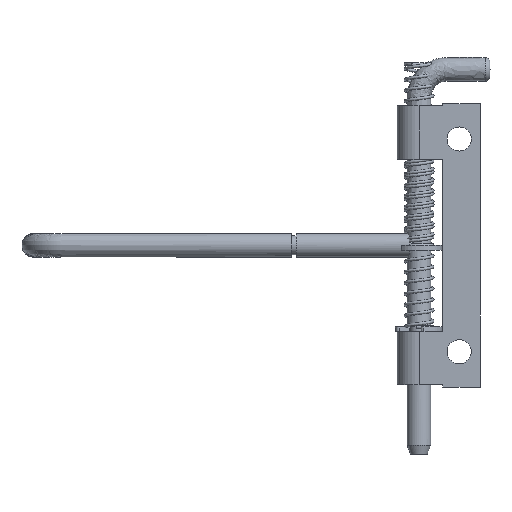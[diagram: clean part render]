
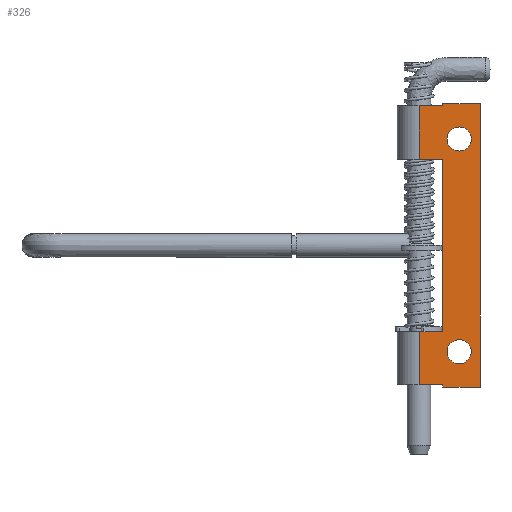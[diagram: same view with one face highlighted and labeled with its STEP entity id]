
A CAD part, left-side view. The second image highlights one B-rep face of the part: STEP entity #326.
In plain terms, the highlighted planar face has unit normal (-1, 0, 0).
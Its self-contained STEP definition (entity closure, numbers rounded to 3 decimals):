
#326 = ADVANCED_FACE( '', ( #387, #388, #389 ), #390, .T. );
#387 = FACE_BOUND( '', #516, .T. );
#388 = FACE_BOUND( '', #517, .T. );
#389 = FACE_OUTER_BOUND( '', #518, .T. );
#390 = PLANE( '', #519 );
#516 = EDGE_LOOP( '', ( #3077 ) );
#517 = EDGE_LOOP( '', ( #3078 ) );
#518 = EDGE_LOOP( '', ( #3079, #3080, #3081, #3082, #3083, #3084, #3085, #3086, #3087, #3088, #3089, #3090 ) );
#519 = AXIS2_PLACEMENT_3D( '', #3091, #3092, #3093 );
#3077 = ORIENTED_EDGE( '', *, *, #3471, .F. );
#3078 = ORIENTED_EDGE( '', *, *, #3472, .F. );
#3079 = ORIENTED_EDGE( '', *, *, #3473, .T. );
#3080 = ORIENTED_EDGE( '', *, *, #3474, .T. );
#3081 = ORIENTED_EDGE( '', *, *, #3469, .T. );
#3082 = ORIENTED_EDGE( '', *, *, #3475, .F. );
#3083 = ORIENTED_EDGE( '', *, *, #3476, .F. );
#3084 = ORIENTED_EDGE( '', *, *, #3477, .T. );
#3085 = ORIENTED_EDGE( '', *, *, #3478, .T. );
#3086 = ORIENTED_EDGE( '', *, *, #3479, .T. );
#3087 = ORIENTED_EDGE( '', *, *, #3480, .T. );
#3088 = ORIENTED_EDGE( '', *, *, #3481, .F. );
#3089 = ORIENTED_EDGE( '', *, *, #3482, .F. );
#3090 = ORIENTED_EDGE( '', *, *, #3483, .F. );
#3091 = CARTESIAN_POINT( '', ( -4.6, -13., 30. ) );
#3092 = DIRECTION( '', ( -1., 0., 0. ) );
#3093 = DIRECTION( '', ( 0., -1., 0. ) );
#3469 = EDGE_CURVE( '', #3618, #3616, #3619, .T. );
#3471 = EDGE_CURVE( '', #3621, #3621, #3622, .T. );
#3472 = EDGE_CURVE( '', #3623, #3623, #3624, .T. );
#3473 = EDGE_CURVE( '', #3625, #3626, #3627, .T. );
#3474 = EDGE_CURVE( '', #3626, #3618, #3628, .T. );
#3475 = EDGE_CURVE( '', #3629, #3616, #3630, .T. );
#3476 = EDGE_CURVE( '', #3631, #3629, #3632, .T. );
#3477 = EDGE_CURVE( '', #3631, #3633, #3634, .T. );
#3478 = EDGE_CURVE( '', #3633, #3635, #3636, .T. );
#3479 = EDGE_CURVE( '', #3635, #3637, #3638, .T. );
#3480 = EDGE_CURVE( '', #3637, #3639, #3640, .T. );
#3481 = EDGE_CURVE( '', #3641, #3639, #3642, .T. );
#3482 = EDGE_CURVE( '', #3643, #3641, #3644, .T. );
#3483 = EDGE_CURVE( '', #3625, #3643, #3645, .T. );
#3616 = VERTEX_POINT( '', #3858 );
#3618 = VERTEX_POINT( '', #3861 );
#3619 = LINE( '', #3862, #3863 );
#3621 = VERTEX_POINT( '', #3866 );
#3622 = CIRCLE( '', #3867, 2.55 );
#3623 = VERTEX_POINT( '', #3868 );
#3624 = CIRCLE( '', #3869, 2.55 );
#3625 = VERTEX_POINT( '', #3870 );
#3626 = VERTEX_POINT( '', #3871 );
#3627 = LINE( '', #3872, #3873 );
#3628 = LINE( '', #3874, #3875 );
#3629 = VERTEX_POINT( '', #3876 );
#3630 = LINE( '', #3877, #3878 );
#3631 = VERTEX_POINT( '', #3879 );
#3632 = LINE( '', #3880, #3881 );
#3633 = VERTEX_POINT( '', #3882 );
#3634 = LINE( '', #3883, #3884 );
#3635 = VERTEX_POINT( '', #3885 );
#3636 = LINE( '', #3886, #3887 );
#3637 = VERTEX_POINT( '', #3888 );
#3638 = LINE( '', #3889, #3890 );
#3639 = VERTEX_POINT( '', #3891 );
#3640 = LINE( '', #3892, #3893 );
#3641 = VERTEX_POINT( '', #3894 );
#3642 = LINE( '', #3895, #3896 );
#3643 = VERTEX_POINT( '', #3897 );
#3644 = LINE( '', #3898, #3899 );
#3645 = LINE( '', #3900, #3901 );
#3858 = CARTESIAN_POINT( '', ( -4.6, -5., -30. ) );
#3861 = CARTESIAN_POINT( '', ( -4.6, -5., -29.5 ) );
#3862 = CARTESIAN_POINT( '', ( -4.6, -5., 30. ) );
#3863 = VECTOR( '', #4462, 1000. );
#3866 = CARTESIAN_POINT( '', ( -4.6, -11.05, -22.5 ) );
#3867 = AXIS2_PLACEMENT_3D( '', #4464, #4465, #4466 );
#3868 = CARTESIAN_POINT( '', ( -4.6, -11.05, 22.5 ) );
#3869 = AXIS2_PLACEMENT_3D( '', #4467, #4468, #4469 );
#3870 = CARTESIAN_POINT( '', ( -4.6, 0., -18.25 ) );
#3871 = CARTESIAN_POINT( '', ( -4.6, 0., -29.5 ) );
#3872 = CARTESIAN_POINT( '', ( -4.6, 0., 30. ) );
#3873 = VECTOR( '', #4470, 1000. );
#3874 = CARTESIAN_POINT( '', ( -4.6, -13., -29.5 ) );
#3875 = VECTOR( '', #4471, 1000. );
#3876 = CARTESIAN_POINT( '', ( -4.6, -13., -30. ) );
#3877 = CARTESIAN_POINT( '', ( -4.6, -13., -30. ) );
#3878 = VECTOR( '', #4472, 1000. );
#3879 = CARTESIAN_POINT( '', ( -4.6, -13., 30. ) );
#3880 = CARTESIAN_POINT( '', ( -4.6, -13., 30. ) );
#3881 = VECTOR( '', #4473, 1000. );
#3882 = CARTESIAN_POINT( '', ( -4.6, -5., 30. ) );
#3883 = CARTESIAN_POINT( '', ( -4.6, -13., 30. ) );
#3884 = VECTOR( '', #4474, 1000. );
#3885 = CARTESIAN_POINT( '', ( -4.6, -5., 29.5 ) );
#3886 = CARTESIAN_POINT( '', ( -4.6, -5., 30. ) );
#3887 = VECTOR( '', #4475, 1000. );
#3888 = CARTESIAN_POINT( '', ( -4.6, 0., 29.5 ) );
#3889 = CARTESIAN_POINT( '', ( -4.6, -13., 29.5 ) );
#3890 = VECTOR( '', #4476, 1000. );
#3891 = CARTESIAN_POINT( '', ( -4.6, 0., 18.25 ) );
#3892 = CARTESIAN_POINT( '', ( -4.6, 0., 30. ) );
#3893 = VECTOR( '', #4477, 1000. );
#3894 = CARTESIAN_POINT( '', ( -4.6, -5., 18.25 ) );
#3895 = CARTESIAN_POINT( '', ( -4.6, -13., 18.25 ) );
#3896 = VECTOR( '', #4478, 1000. );
#3897 = CARTESIAN_POINT( '', ( -4.6, -5., -18.25 ) );
#3898 = CARTESIAN_POINT( '', ( -4.6, -5., 30. ) );
#3899 = VECTOR( '', #4479, 1000. );
#3900 = CARTESIAN_POINT( '', ( -4.6, -13., -18.25 ) );
#3901 = VECTOR( '', #4480, 1000. );
#4462 = DIRECTION( '', ( 0., 0., -1. ) );
#4464 = CARTESIAN_POINT( '', ( -4.6, -8.5, -22.5 ) );
#4465 = DIRECTION( '', ( -1., 0., 0. ) );
#4466 = DIRECTION( '', ( 0., -1., 0. ) );
#4467 = CARTESIAN_POINT( '', ( -4.6, -8.5, 22.5 ) );
#4468 = DIRECTION( '', ( -1., 0., 0. ) );
#4469 = DIRECTION( '', ( 0., -1., 0. ) );
#4470 = DIRECTION( '', ( 0., 0., -1. ) );
#4471 = DIRECTION( '', ( 0., -1., 0. ) );
#4472 = DIRECTION( '', ( 0., 1., 0. ) );
#4473 = DIRECTION( '', ( 0., 0., -1. ) );
#4474 = DIRECTION( '', ( 0., 1., 0. ) );
#4475 = DIRECTION( '', ( 0., 0., -1. ) );
#4476 = DIRECTION( '', ( 0., 1., 0. ) );
#4477 = DIRECTION( '', ( 0., 0., -1. ) );
#4478 = DIRECTION( '', ( 0., 1., 0. ) );
#4479 = DIRECTION( '', ( 0., 0., 1. ) );
#4480 = DIRECTION( '', ( 0., -1., 0. ) );
